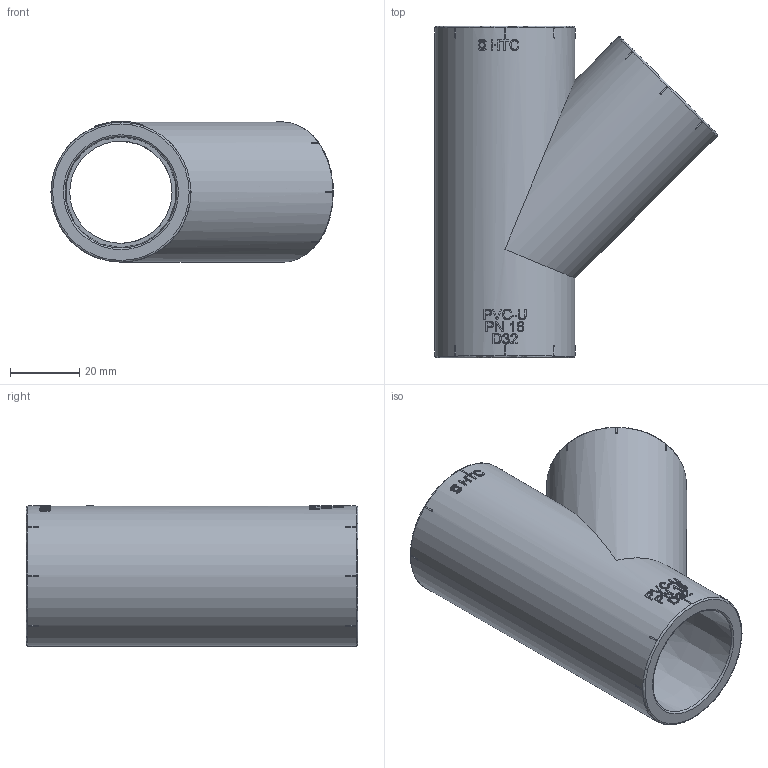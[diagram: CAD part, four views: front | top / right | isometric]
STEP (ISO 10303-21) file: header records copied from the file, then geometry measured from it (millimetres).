
FILE_DESCRIPTION(/* description */ (''),/* implementation_level */ '2;1');
FILE_NAME(/* name */ '32.stp',/* time_stamp */ '2026-03-05T11:26:46+08:00',/* author */ (''),/* organization */ (''),/* preprocessor_version */ 'ST-DEVELOPER v16',/* originating_system */ 'SIEMENS PLM Software NX 10.0',/* authorisation */ '');
FILE_SCHEMA (('AUTOMOTIVE_DESIGN { 1 0 10303 214 3 1 1 1 }'));
Length unit declared in the file: millimetre
Products named in the file (1): gelv1304D832eiau
Bounding box: 81.92 x 96 x 40.88 mm (x, y, z)
Surface area: 31021.6 mm2 (no closed solid volume)
Topology: 0 solids, 1 shells, 297 faces, 784 edges, 513 vertices
Faces by surface type: extrusion 100, plane 83, cylinder 57, sphere 48, torus 6, cone 3
Full cylindrical faces by diameter (mm): 1.332 x1, 1.854 x1, 29.6 x2, 40.5 x2
Entity records: 13035 total; most frequent: CARTESIAN_POINT 6151, ORIENTED_EDGE 1516, DIRECTION 1159, EDGE_CURVE 758, VERTEX_POINT 505, AXIS2_PLACEMENT_3D 387, VECTOR 385, B_SPLINE_CURVE_WITH_KNOTS 384
